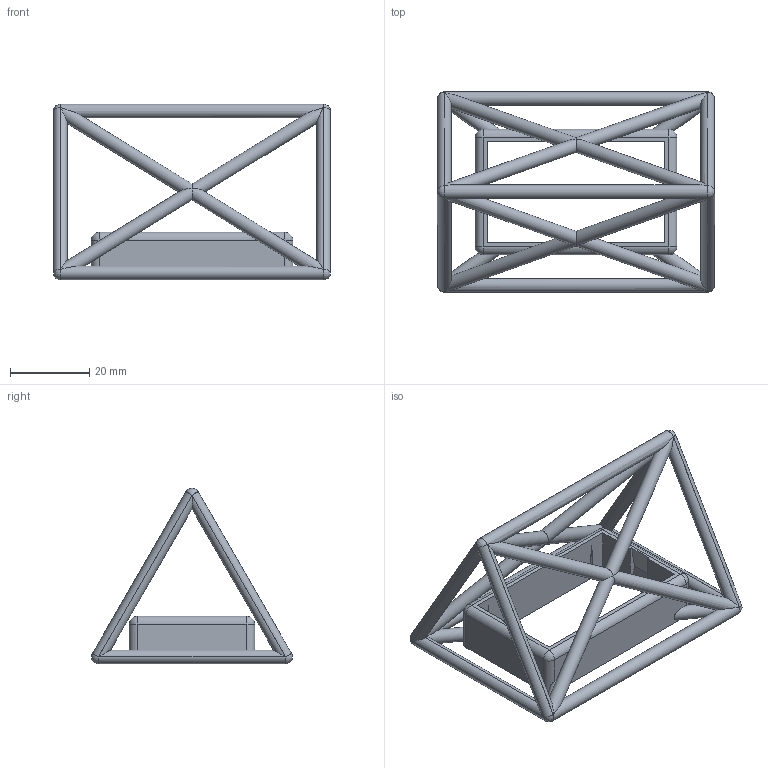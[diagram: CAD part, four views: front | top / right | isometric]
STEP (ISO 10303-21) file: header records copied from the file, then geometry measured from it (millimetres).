
FILE_DESCRIPTION(('Open CASCADE Model'),'2;1');
FILE_NAME('Open CASCADE Shape Model','2022-08-27T21:36:07',('Author'),( 'Open CASCADE'),'Open CASCADE STEP processor 7.5','Open CASCADE 7.5' ,'Unknown');
FILE_SCHEMA(('AUTOMOTIVE_DESIGN { 1 0 10303 214 1 1 1 1 }'));
Length unit declared in the file: millimetre
Products named in the file (1): Open CASCADE STEP translator 7.5 1
Bounding box: 69.8 x 50.6 x 44.29 mm (x, y, z)
Volume: 12904.6 mm3; surface area: 12904.5 mm2
Topology: 1 solids, 1 shells, 145 faces, 442 edges, 266 vertices
Faces by surface type: plane 70, cylinder 59, revolution 8, sphere 4, cone 4
Full cylindrical faces by diameter (mm): 3.5 x15
Entity records: 17611 total; most frequent: CARTESIAN_POINT 9629, DIRECTION 1344, ORIENTED_EDGE 866, PCURVE 866, DEFINITIONAL_REPRESENTATION 866, LINE 611, VECTOR 611, EDGE_CURVE 433
